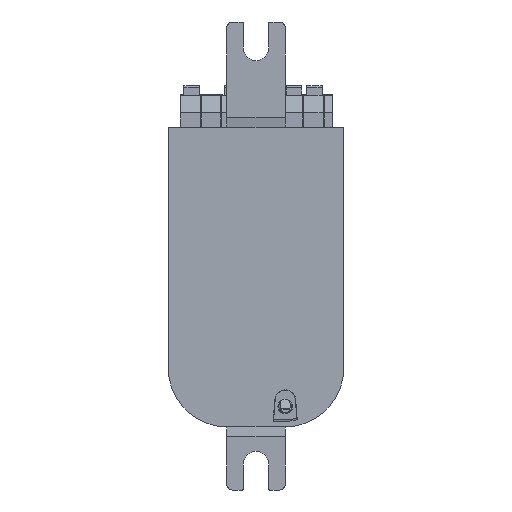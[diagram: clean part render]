
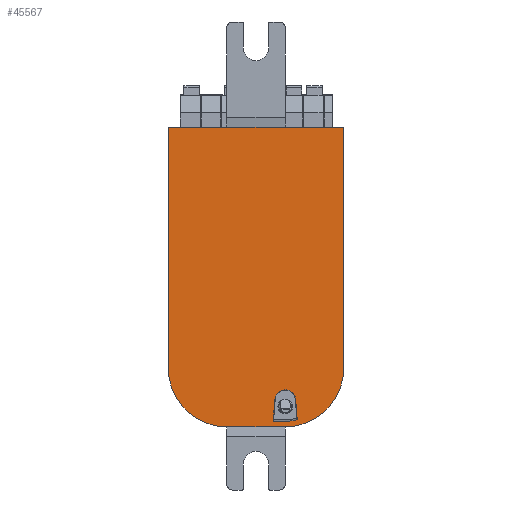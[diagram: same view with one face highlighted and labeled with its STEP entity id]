
A CAD part, front view. The second image highlights one B-rep face of the part: STEP entity #45567.
In plain terms, the highlighted planar face has unit normal (0, -1, 0).
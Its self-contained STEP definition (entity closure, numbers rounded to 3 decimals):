
#43439=DIRECTION('',(1.,0.,0.));
#43440=VECTOR('',#43439,10.);
#43441=CARTESIAN_POINT('',(-5.,0.,-25.6));
#43442=LINE('',#43441,#43440);
#43536=DIRECTION('',(1.,0.,0.));
#43537=VECTOR('',#43536,10.);
#43538=CARTESIAN_POINT('',(5.,0.,25.6));
#43539=LINE('',#43538,#43537);
#43540=CARTESIAN_POINT('',(5.,0.,-15.6));
#43541=DIRECTION('',(0.,1.,0.));
#43542=DIRECTION('',(1.,0.,0.));
#43543=AXIS2_PLACEMENT_3D('',#43540,#43541,#43542);
#43545=CARTESIAN_POINT('',(-5.,0.,-15.6));
#43546=DIRECTION('',(0.,1.,0.));
#43547=DIRECTION('',(0.,0.,-1.));
#43548=AXIS2_PLACEMENT_3D('',#43545,#43546,#43547);
#43550=DIRECTION('',(1.,0.,0.));
#43551=VECTOR('',#43550,10.);
#43552=CARTESIAN_POINT('',(-15.,0.,25.6));
#43553=LINE('',#43552,#43551);
#43554=CARTESIAN_POINT('',(5.,0.,-15.6));
#43555=DIRECTION('',(0.,-1.,0.));
#43556=DIRECTION('',(0.,0.,-1.));
#43557=AXIS2_PLACEMENT_3D('',#43554,#43555,#43556);
#43559=DIRECTION('',(-1.,0.,0.));
#43560=VECTOR('',#43559,10.);
#43561=CARTESIAN_POINT('',(5.,0.,25.6));
#43562=LINE('',#43561,#43560);
#44062=CARTESIAN_POINT('',(7.046,0.,
-24.416));
#44064=DIRECTION('',(-1.,0.,0.));
#44065=VECTOR('',#44064,2.064);
#44066=CARTESIAN_POINT('',(5.,0.,-24.65));
#44067=LINE('',#44066,#44065);
#44080=DIRECTION('',(0.075,0.,0.997));
#44081=VECTOR('',#44080,3.731);
#44082=CARTESIAN_POINT('',(2.936,0.,-24.65));
#44083=LINE('',#44082,#44081);
#44438=CARTESIAN_POINT('',(3.218,0.,
-20.929));
#44439=CARTESIAN_POINT('',(3.231,0.,
-20.764));
#44440=CARTESIAN_POINT('',(3.299,0.,
-20.45));
#44441=CARTESIAN_POINT('',(3.527,0.,
-20.014));
#44442=CARTESIAN_POINT('',(3.863,0.,
-19.658));
#44443=CARTESIAN_POINT('',(4.283,0.,
-19.404));
#44444=CARTESIAN_POINT('',(4.755,0.,
-19.272));
#44445=CARTESIAN_POINT('',(5.245,0.,
-19.272));
#44446=CARTESIAN_POINT('',(5.717,0.,
-19.404));
#44447=CARTESIAN_POINT('',(6.137,0.,
-19.658));
#44448=CARTESIAN_POINT('',(6.473,0.,
-20.014));
#44449=CARTESIAN_POINT('',(6.701,0.,
-20.45));
#44450=CARTESIAN_POINT('',(6.77,0.,
-20.764));
#44451=CARTESIAN_POINT('',(6.782,0.,
-20.929));
#44453=DIRECTION('',(0.075,0.,-0.997));
#44454=VECTOR('',#44453,3.496);
#44455=CARTESIAN_POINT('',(6.782,0.,
-20.929));
#44456=LINE('',#44455,#44454);
#44803=DIRECTION('',(0.,0.,-1.));
#44804=VECTOR('',#44803,41.2);
#44805=CARTESIAN_POINT('',(-15.,0.,25.6));
#44806=LINE('',#44805,#44804);
#44848=DIRECTION('',(0.,0.,1.));
#44849=VECTOR('',#44848,41.2);
#44850=CARTESIAN_POINT('',(15.,0.,-15.6));
#44851=LINE('',#44850,#44849);
#44902=CARTESIAN_POINT('',(-15.,0.,25.6));
#44903=CARTESIAN_POINT('',(-5.,0.,25.6));
#44904=VERTEX_POINT('',#44902);
#44905=VERTEX_POINT('',#44903);
#44911=CARTESIAN_POINT('',(5.,0.,25.6));
#44913=VERTEX_POINT('',#44911);
#45073=CARTESIAN_POINT('',(5.,0.,-24.65));
#45075=VERTEX_POINT('',#45073);
#45076=VERTEX_POINT('',#44062);
#45077=CARTESIAN_POINT('',(15.,0.,25.6));
#45078=VERTEX_POINT('',#45077);
#45079=CARTESIAN_POINT('',(15.,0.,-15.6));
#45080=CARTESIAN_POINT('',(5.,0.,-25.6));
#45081=VERTEX_POINT('',#45079);
#45082=VERTEX_POINT('',#45080);
#45083=CARTESIAN_POINT('',(-5.,0.,-25.6));
#45084=VERTEX_POINT('',#45083);
#45085=CARTESIAN_POINT('',(-15.,0.,-15.6));
#45086=VERTEX_POINT('',#45085);
#45087=CARTESIAN_POINT('',(6.782,0.,
-20.929));
#45088=VERTEX_POINT('',#45087);
#45089=CARTESIAN_POINT('',(2.936,0.,-24.65));
#45090=CARTESIAN_POINT('',(3.218,0.,
-20.929));
#45091=VERTEX_POINT('',#45089);
#45092=VERTEX_POINT('',#45090);
#45534=CARTESIAN_POINT('',(0.,0.,0.));
#45535=DIRECTION('',(0.,1.,0.));
#45536=DIRECTION('',(1.,0.,0.));
#45537=AXIS2_PLACEMENT_3D('',#45534,#45535,#45536);
#45538=PLANE('',#45537);
#45540=ORIENTED_EDGE('',*,*,#45539,.F.);
#45542=ORIENTED_EDGE('',*,*,#45541,.T.);
#45544=ORIENTED_EDGE('',*,*,#45543,.F.);
#45545=ORIENTED_EDGE('',*,*,#45524,.T.);
#45546=ORIENTED_EDGE('',*,*,#45387,.F.);
#45548=ORIENTED_EDGE('',*,*,#45547,.T.);
#45550=ORIENTED_EDGE('',*,*,#45549,.F.);
#45552=ORIENTED_EDGE('',*,*,#45551,.T.);
#45553=EDGE_LOOP('',(#45540,#45542,#45544,#45545,#45546,#45548,#45550,#45552));
#45554=FACE_OUTER_BOUND('',#45553,.F.);
#45556=ORIENTED_EDGE('',*,*,#45555,.F.);
#45558=ORIENTED_EDGE('',*,*,#45557,.F.);
#45560=ORIENTED_EDGE('',*,*,#45559,.F.);
#45562=ORIENTED_EDGE('',*,*,#45561,.F.);
#45564=ORIENTED_EDGE('',*,*,#45563,.T.);
#45565=EDGE_LOOP('',(#45556,#45558,#45560,#45562,#45564));
#45566=FACE_BOUND('',#45565,.F.);
#45567=ADVANCED_FACE('',(#45554,#45566),#45538,.F.);
#43544=CIRCLE('',#43543,10.);
#43549=CIRCLE('',#43548,10.);
#43558=CIRCLE('',#43557,9.05);
#44452=B_SPLINE_CURVE_WITH_KNOTS('',3,(#44438,#44439,#44440,#44441,#44442,
#44443,#44444,#44445,#44446,#44447,#44448,#44449,#44450,#44451),.UNSPECIFIED.,
.F.,.F.,(4,1,1,1,1,1,1,1,1,1,1,4),(0.,0.091,0.182,
0.273,0.364,0.455,0.545,
0.636,0.727,0.818,0.909,1.),
.UNSPECIFIED.);
#45387=EDGE_CURVE('',#45084,#45082,#43442,.T.);
#45524=EDGE_CURVE('',#45081,#45082,#43544,.T.);
#45539=EDGE_CURVE('',#44913,#44905,#43562,.T.);
#45541=EDGE_CURVE('',#44913,#45078,#43539,.T.);
#45543=EDGE_CURVE('',#45081,#45078,#44851,.T.);
#45547=EDGE_CURVE('',#45084,#45086,#43549,.T.);
#45549=EDGE_CURVE('',#44904,#45086,#44806,.T.);
#45551=EDGE_CURVE('',#44904,#44905,#43553,.T.);
#45555=EDGE_CURVE('',#45088,#45076,#44456,.T.);
#45557=EDGE_CURVE('',#45092,#45088,#44452,.T.);
#45559=EDGE_CURVE('',#45091,#45092,#44083,.T.);
#45561=EDGE_CURVE('',#45075,#45091,#44067,.T.);
#45563=EDGE_CURVE('',#45075,#45076,#43558,.T.);
